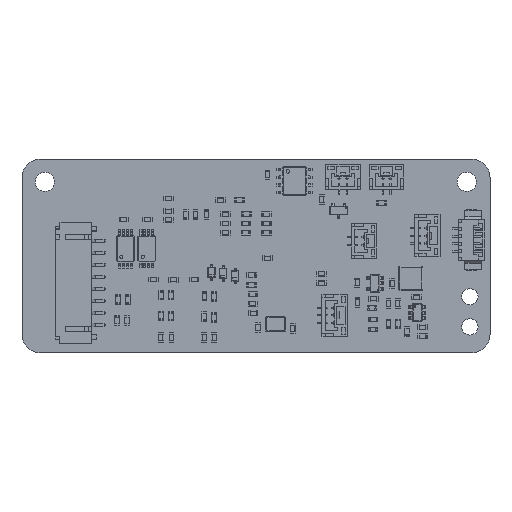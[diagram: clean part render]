
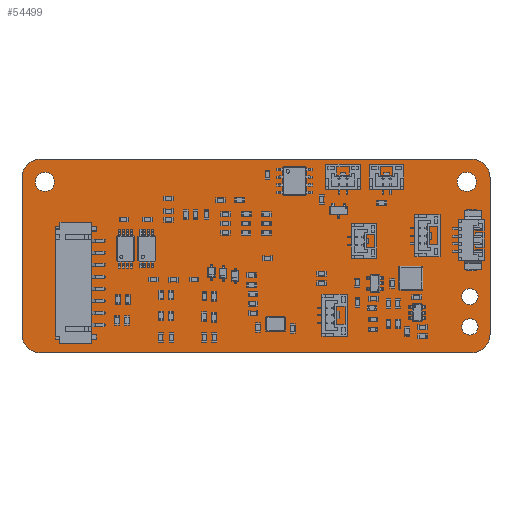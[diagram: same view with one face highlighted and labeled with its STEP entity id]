
A CAD part, top view. The second image highlights one B-rep face of the part: STEP entity #54499.
In plain terms, the highlighted planar face has unit normal (0, 0, 1).
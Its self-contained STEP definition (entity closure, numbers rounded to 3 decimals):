
#54306 = VERTEX_POINT('',#54307);
#54307 = CARTESIAN_POINT('',(88.981,-14.526,1.51));
#54313 = EDGE_CURVE('',#54306,#54314,#54316,.T.);
#54314 = VERTEX_POINT('',#54315);
#54315 = CARTESIAN_POINT('',(91.981,-17.526,1.51));
#54316 = CIRCLE('',#54317,3.);
#54317 = AXIS2_PLACEMENT_3D('',#54318,#54319,#54320);
#54318 = CARTESIAN_POINT('',(88.981,-17.526,1.51));
#54319 = DIRECTION('',(0.,0.,-1.));
#54320 = DIRECTION('',(0.,1.,0.));
#54348 = VERTEX_POINT('',#54349);
#54349 = CARTESIAN_POINT('',(17.331,-14.526,1.51));
#54355 = EDGE_CURVE('',#54348,#54306,#54356,.T.);
#54356 = LINE('',#54357,#54358);
#54357 = CARTESIAN_POINT('',(17.331,-14.526,1.51));
#54358 = VECTOR('',#54359,1.);
#54359 = DIRECTION('',(1.,0.,0.));
#54377 = EDGE_CURVE('',#54314,#54378,#54380,.T.);
#54378 = VERTEX_POINT('',#54379);
#54379 = CARTESIAN_POINT('',(91.981,-43.626,1.51));
#54380 = LINE('',#54381,#54382);
#54381 = CARTESIAN_POINT('',(91.981,-17.526,1.51));
#54382 = VECTOR('',#54383,1.);
#54383 = DIRECTION('',(0.,-1.,0.));
#54499 = ADVANCED_FACE('',(#54500,#54546,#54557,#54568,#54579),#54590,
  .T.);
#54500 = FACE_BOUND('',#54501,.T.);
#54501 = EDGE_LOOP('',(#54502,#54503,#54504,#54513,#54521,#54530,#54538,
    #54545));
#54502 = ORIENTED_EDGE('',*,*,#54313,.F.);
#54503 = ORIENTED_EDGE('',*,*,#54355,.F.);
#54504 = ORIENTED_EDGE('',*,*,#54505,.F.);
#54505 = EDGE_CURVE('',#54506,#54348,#54508,.T.);
#54506 = VERTEX_POINT('',#54507);
#54507 = CARTESIAN_POINT('',(14.331,-17.526,1.51));
#54508 = CIRCLE('',#54509,3.);
#54509 = AXIS2_PLACEMENT_3D('',#54510,#54511,#54512);
#54510 = CARTESIAN_POINT('',(17.331,-17.526,1.51));
#54511 = DIRECTION('',(0.,0.,-1.));
#54512 = DIRECTION('',(-1.,0.,0.));
#54513 = ORIENTED_EDGE('',*,*,#54514,.F.);
#54514 = EDGE_CURVE('',#54515,#54506,#54517,.T.);
#54515 = VERTEX_POINT('',#54516);
#54516 = CARTESIAN_POINT('',(14.331,-43.626,1.51));
#54517 = LINE('',#54518,#54519);
#54518 = CARTESIAN_POINT('',(14.331,-43.626,1.51));
#54519 = VECTOR('',#54520,1.);
#54520 = DIRECTION('',(0.,1.,0.));
#54521 = ORIENTED_EDGE('',*,*,#54522,.F.);
#54522 = EDGE_CURVE('',#54523,#54515,#54525,.T.);
#54523 = VERTEX_POINT('',#54524);
#54524 = CARTESIAN_POINT('',(17.331,-46.626,1.51));
#54525 = CIRCLE('',#54526,3.);
#54526 = AXIS2_PLACEMENT_3D('',#54527,#54528,#54529);
#54527 = CARTESIAN_POINT('',(17.331,-43.626,1.51));
#54528 = DIRECTION('',(0.,0.,-1.));
#54529 = DIRECTION('',(0.,-1.,-0.));
#54530 = ORIENTED_EDGE('',*,*,#54531,.F.);
#54531 = EDGE_CURVE('',#54532,#54523,#54534,.T.);
#54532 = VERTEX_POINT('',#54533);
#54533 = CARTESIAN_POINT('',(88.981,-46.626,1.51));
#54534 = LINE('',#54535,#54536);
#54535 = CARTESIAN_POINT('',(88.981,-46.626,1.51));
#54536 = VECTOR('',#54537,1.);
#54537 = DIRECTION('',(-1.,0.,0.));
#54538 = ORIENTED_EDGE('',*,*,#54539,.F.);
#54539 = EDGE_CURVE('',#54378,#54532,#54540,.T.);
#54540 = CIRCLE('',#54541,3.);
#54541 = AXIS2_PLACEMENT_3D('',#54542,#54543,#54544);
#54542 = CARTESIAN_POINT('',(88.981,-43.626,1.51));
#54543 = DIRECTION('',(0.,0.,-1.));
#54544 = DIRECTION('',(1.,0.,0.));
#54545 = ORIENTED_EDGE('',*,*,#54377,.F.);
#54546 = FACE_BOUND('',#54547,.T.);
#54547 = EDGE_LOOP('',(#54548));
#54548 = ORIENTED_EDGE('',*,*,#54549,.T.);
#54549 = EDGE_CURVE('',#54550,#54550,#54552,.T.);
#54550 = VERTEX_POINT('',#54551);
#54551 = CARTESIAN_POINT('',(88.646,-43.688,1.51));
#54552 = CIRCLE('',#54553,1.35);
#54553 = AXIS2_PLACEMENT_3D('',#54554,#54555,#54556);
#54554 = CARTESIAN_POINT('',(88.646,-42.338,1.51));
#54555 = DIRECTION('',(-0.,0.,-1.));
#54556 = DIRECTION('',(-0.,-1.,0.));
#54557 = FACE_BOUND('',#54558,.T.);
#54558 = EDGE_LOOP('',(#54559));
#54559 = ORIENTED_EDGE('',*,*,#54560,.T.);
#54560 = EDGE_CURVE('',#54561,#54561,#54563,.T.);
#54561 = VERTEX_POINT('',#54562);
#54562 = CARTESIAN_POINT('',(88.646,-38.688,1.51));
#54563 = CIRCLE('',#54564,1.35);
#54564 = AXIS2_PLACEMENT_3D('',#54565,#54566,#54567);
#54565 = CARTESIAN_POINT('',(88.646,-37.338,1.51));
#54566 = DIRECTION('',(-0.,0.,-1.));
#54567 = DIRECTION('',(-0.,-1.,0.));
#54568 = FACE_BOUND('',#54569,.T.);
#54569 = EDGE_LOOP('',(#54570));
#54570 = ORIENTED_EDGE('',*,*,#54571,.T.);
#54571 = EDGE_CURVE('',#54572,#54572,#54574,.T.);
#54572 = VERTEX_POINT('',#54573);
#54573 = CARTESIAN_POINT('',(18.131,-19.877,1.51));
#54574 = CIRCLE('',#54575,1.6);
#54575 = AXIS2_PLACEMENT_3D('',#54576,#54577,#54578);
#54576 = CARTESIAN_POINT('',(18.131,-18.277,1.51));
#54577 = DIRECTION('',(-0.,0.,-1.));
#54578 = DIRECTION('',(-0.,-1.,0.));
#54579 = FACE_BOUND('',#54580,.T.);
#54580 = EDGE_LOOP('',(#54581));
#54581 = ORIENTED_EDGE('',*,*,#54582,.T.);
#54582 = EDGE_CURVE('',#54583,#54583,#54585,.T.);
#54583 = VERTEX_POINT('',#54584);
#54584 = CARTESIAN_POINT('',(88.131,-19.877,1.51));
#54585 = CIRCLE('',#54586,1.6);
#54586 = AXIS2_PLACEMENT_3D('',#54587,#54588,#54589);
#54587 = CARTESIAN_POINT('',(88.131,-18.277,1.51));
#54588 = DIRECTION('',(-0.,0.,-1.));
#54589 = DIRECTION('',(-0.,-1.,0.));
#54590 = PLANE('',#54591);
#54591 = AXIS2_PLACEMENT_3D('',#54592,#54593,#54594);
#54592 = CARTESIAN_POINT('',(0.,0.,1.51));
#54593 = DIRECTION('',(0.,0.,1.));
#54594 = DIRECTION('',(1.,0.,-0.));
